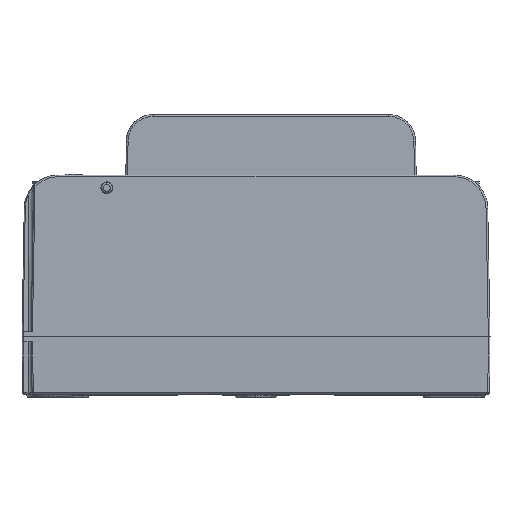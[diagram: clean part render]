
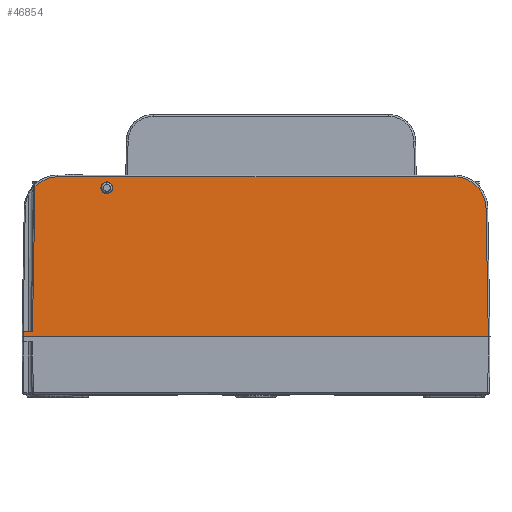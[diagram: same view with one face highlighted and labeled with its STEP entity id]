
A CAD part, left-side view. The second image highlights one B-rep face of the part: STEP entity #46854.
In plain terms, the highlighted planar face has unit normal (-1, 0, 0.018).
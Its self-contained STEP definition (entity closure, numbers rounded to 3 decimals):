
#8 = EDGE_CURVE ( 'NONE', #31691, #11928, #31141, .T. ) ;
#1799 = EDGE_CURVE ( 'NONE', #43048, #31691, #35107, .T. ) ;
#1869 = CARTESIAN_POINT ( 'NONE',  ( -24.671, -69.5, 64.509 ) ) ;
#3312 = CARTESIAN_POINT ( 'NONE',  ( -24.697, 40.8, 63. ) ) ;
#3668 = CARTESIAN_POINT ( 'NONE',  ( -24.758, 44.3, 59.5 ) ) ;
#3847 = CARTESIAN_POINT ( 'NONE',  ( -24.697, 44.3, 63. ) ) ;
#5794 = CARTESIAN_POINT ( 'NONE',  ( -24.834, -68.334, 55.175 ) ) ;
#5942 = VERTEX_POINT ( 'NONE', #18640 ) ;
#6229 = CARTESIAN_POINT ( 'NONE',  ( -24.721, 65.647, 61.63 ) ) ;
#6713 = DIRECTION ( 'NONE',  ( -1., 0., 0.017 ) ) ;
#7132 = DIRECTION ( 'NONE',  ( 0., -1., 0. ) ) ;
#7909 = ORIENTED_EDGE ( 'NONE', *, *, #22644, .T. ) ;
#8261 = ORIENTED_EDGE ( 'NONE', *, *, #52911, .F. ) ;
#8313 =( BOUNDED_CURVE ( )  B_SPLINE_CURVE ( 3, ( #5794, #34796, #47509, #9656 ),
 .UNSPECIFIED., .F., .F. ) 
 B_SPLINE_CURVE_WITH_KNOTS ( ( 4, 4 ),
 ( 1.588, 3.142 ),
 .UNSPECIFIED. ) 
 CURVE ( )  GEOMETRIC_REPRESENTATION_ITEM ( )  RATIONAL_B_SPLINE_CURVE ( ( 1., 0.809, 0.809, 1. ) ) 
 REPRESENTATION_ITEM ( '' )  );
#8775 = DIRECTION ( 'NONE',  ( -0.017, 0.017, -1. ) ) ;
#8962 = VECTOR ( 'NONE', #8775, 1000. ) ;
#9656 = CARTESIAN_POINT ( 'NONE',  ( -24.671, -58.835, 64.509 ) ) ;
#10220 = ORIENTED_EDGE ( 'NONE', *, *, #14788, .T. ) ;
#11928 = VERTEX_POINT ( 'NONE', #27803 ) ;
#13592 = EDGE_CURVE ( 'NONE', #11928, #52097, #30383, .T. ) ;
#13724 = EDGE_CURVE ( 'NONE', #43048, #26147, #44974, .T. ) ;
#14182 = FACE_OUTER_BOUND ( 'NONE', #44546, .T. ) ;
#14314 = DIRECTION ( 'NONE',  ( 0.017, 0.017, 1. ) ) ;
#14577 = LINE ( 'NONE', #1869, #39105 ) ;
#14788 = EDGE_CURVE ( 'NONE', #52097, #48329, #8313, .T. ) ;
#15254 = CARTESIAN_POINT ( 'NONE',  ( -25.5, -69.5, 17. ) ) ;
#18216 = CARTESIAN_POINT ( 'NONE',  ( -25.5, -69., 16.991 ) ) ;
#18640 = CARTESIAN_POINT ( 'NONE',  ( -24.671, 58.835, 64.509 ) ) ;
#18727 = DIRECTION ( 'NONE',  ( 0., 1., 0. ) ) ;
#20557 = EDGE_CURVE ( 'NONE', #45115, #42274, #31199, .T. ) ;
#21352 = AXIS2_PLACEMENT_3D ( 'NONE', #15254, #6713, #36257 ) ;
#21549 = VECTOR ( 'NONE', #26486, 1000. ) ;
#21762 = VECTOR ( 'NONE', #14314, 1000. ) ;
#22644 = EDGE_CURVE ( 'NONE', #5942, #54546, #36195, .T. ) ;
#22832 = CARTESIAN_POINT ( 'NONE',  ( -24.688, 63.834, 63.496 ) ) ;
#22902 = ORIENTED_EDGE ( 'NONE', *, *, #13724, .F. ) ;
#24924 = CARTESIAN_POINT ( 'NONE',  ( -24.834, -68.334, 55.175 ) ) ;
#25520 = ORIENTED_EDGE ( 'NONE', *, *, #46367, .T. ) ;
#26147 = VERTEX_POINT ( 'NONE', #47646 ) ;
#26486 = DIRECTION ( 'NONE',  ( 0., -1., 0. ) ) ;
#27438 = FACE_BOUND ( 'NONE', #46712, .T. ) ;
#27715 = PLANE ( 'NONE',  #21352 ) ;
#27803 = CARTESIAN_POINT ( 'NONE',  ( -25.5, -69., 17. ) ) ;
#27867 = CARTESIAN_POINT ( 'NONE',  ( -25.474, -69.5, 18.5 ) ) ;
#30306 = CARTESIAN_POINT ( 'NONE',  ( -25.474, 66.4, 18.495 ) ) ;
#30383 = LINE ( 'NONE', #18216, #21762 ) ;
#30526 = VECTOR ( 'NONE', #7132, 1000. ) ;
#30882 = CARTESIAN_POINT ( 'NONE',  ( -25.5, -69.5, 17. ) ) ;
#31141 = LINE ( 'NONE', #30882, #21549 ) ;
#31199 =( BOUNDED_CURVE ( )  B_SPLINE_CURVE ( 3, ( #36225, #36499, #53659, #44526 ),
 .UNSPECIFIED., .F., .F. ) 
 B_SPLINE_CURVE_WITH_KNOTS ( ( 4, 4 ),
 ( 3.142, 6.283 ),
 .UNSPECIFIED. ) 
 CURVE ( )  GEOMETRIC_REPRESENTATION_ITEM ( )  RATIONAL_B_SPLINE_CURVE ( ( 1., 0.333, 0.333, 1. ) ) 
 REPRESENTATION_ITEM ( '' )  );
#31650 = EDGE_CURVE ( 'NONE', #48329, #5942, #14577, .T. ) ;
#31691 = VERTEX_POINT ( 'NONE', #35845 ) ;
#34796 = CARTESIAN_POINT ( 'NONE',  ( -24.738, -68.238, 60.662 ) ) ;
#34876 = ORIENTED_EDGE ( 'NONE', *, *, #1799, .T. ) ;
#35107 = LINE ( 'NONE', #46987, #48789 ) ;
#35845 = CARTESIAN_POINT ( 'NONE',  ( -25.5, 69., 17. ) ) ;
#36195 =( BOUNDED_CURVE ( )  B_SPLINE_CURVE ( 3, ( #48483, #36601, #22832, #6229 ),
 .UNSPECIFIED., .F., .T. ) 
 B_SPLINE_CURVE_WITH_KNOTS ( ( 4, 4 ),
 ( 0., 0.8 ),
 .UNSPECIFIED. ) 
 CURVE ( )  GEOMETRIC_REPRESENTATION_ITEM ( )  RATIONAL_B_SPLINE_CURVE ( ( 1., 0.947, 0.947, 1. ) ) 
 REPRESENTATION_ITEM ( '' )  );
#36225 = CARTESIAN_POINT ( 'NONE',  ( -24.697, 44.3, 63. ) ) ;
#36257 = DIRECTION ( 'NONE',  ( 0.017, 0., 1. ) ) ;
#36499 = CARTESIAN_POINT ( 'NONE',  ( -24.697, 47.8, 63. ) ) ;
#36601 = CARTESIAN_POINT ( 'NONE',  ( -24.671, 61.437, 64.509 ) ) ;
#39105 = VECTOR ( 'NONE', #18727, 1000. ) ;
#40751 = CARTESIAN_POINT ( 'NONE',  ( -24.721, 65.647, 61.63 ) ) ;
#41602 = ORIENTED_EDGE ( 'NONE', *, *, #13592, .T. ) ;
#42274 = VERTEX_POINT ( 'NONE', #3668 ) ;
#43048 = VERTEX_POINT ( 'NONE', #49658 ) ;
#43935 = DIRECTION ( 'NONE',  ( -0.017, 0.017, -1. ) ) ;
#44051 =( BOUNDED_CURVE ( )  B_SPLINE_CURVE ( 3, ( #45273, #45005, #3312, #3847 ),
 .UNSPECIFIED., .F., .T. ) 
 B_SPLINE_CURVE_WITH_KNOTS ( ( 4, 4 ),
 ( 0., 3.142 ),
 .UNSPECIFIED. ) 
 CURVE ( )  GEOMETRIC_REPRESENTATION_ITEM ( )  RATIONAL_B_SPLINE_CURVE ( ( 1., 0.333, 0.333, 1. ) ) 
 REPRESENTATION_ITEM ( '' )  );
#44526 = CARTESIAN_POINT ( 'NONE',  ( -24.758, 44.3, 59.5 ) ) ;
#44546 = EDGE_LOOP ( 'NONE', ( #7909, #25520, #22902, #34876, #53925, #41602, #10220, #49312 ) ) ;
#44974 = LINE ( 'NONE', #27867, #30526 ) ;
#45005 = CARTESIAN_POINT ( 'NONE',  ( -24.758, 40.8, 59.5 ) ) ;
#45115 = VERTEX_POINT ( 'NONE', #45287 ) ;
#45273 = CARTESIAN_POINT ( 'NONE',  ( -24.758, 44.3, 59.5 ) ) ;
#45287 = CARTESIAN_POINT ( 'NONE',  ( -24.697, 44.3, 63. ) ) ;
#45593 = CARTESIAN_POINT ( 'NONE',  ( -24.671, -58.835, 64.509 ) ) ;
#46116 = ORIENTED_EDGE ( 'NONE', *, *, #20557, .F. ) ;
#46367 = EDGE_CURVE ( 'NONE', #54546, #26147, #51570, .T. ) ;
#46712 = EDGE_LOOP ( 'NONE', ( #46116, #8261 ) ) ;
#46854 = ADVANCED_FACE ( 'NONE', ( #27438, #14182 ), #27715, .T. ) ;
#46987 = CARTESIAN_POINT ( 'NONE',  ( -25.458, 68.958, 19.416 ) ) ;
#47509 = CARTESIAN_POINT ( 'NONE',  ( -24.671, -64.323, 64.509 ) ) ;
#47646 = CARTESIAN_POINT ( 'NONE',  ( -25.474, 66.4, 18.5 ) ) ;
#48329 = VERTEX_POINT ( 'NONE', #45593 ) ;
#48483 = CARTESIAN_POINT ( 'NONE',  ( -24.671, 58.835, 64.509 ) ) ;
#48789 = VECTOR ( 'NONE', #43935, 1000. ) ;
#49312 = ORIENTED_EDGE ( 'NONE', *, *, #31650, .T. ) ;
#49658 = CARTESIAN_POINT ( 'NONE',  ( -25.474, 68.974, 18.5 ) ) ;
#51570 = LINE ( 'NONE', #30306, #8962 ) ;
#52097 = VERTEX_POINT ( 'NONE', #24924 ) ;
#52911 = EDGE_CURVE ( 'NONE', #42274, #45115, #44051, .T. ) ;
#53659 = CARTESIAN_POINT ( 'NONE',  ( -24.758, 47.8, 59.5 ) ) ;
#53925 = ORIENTED_EDGE ( 'NONE', *, *, #8, .T. ) ;
#54546 = VERTEX_POINT ( 'NONE', #40751 ) ;
